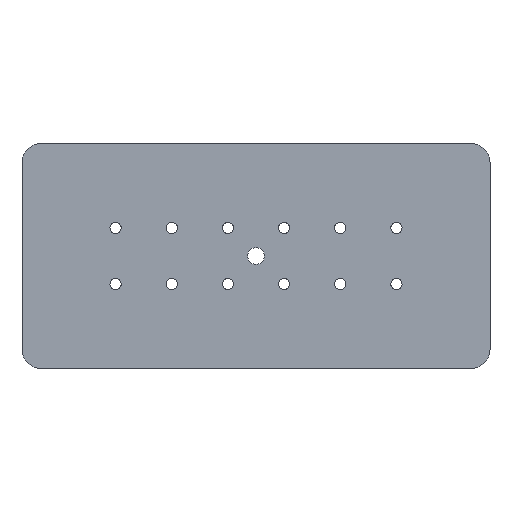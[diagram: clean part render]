
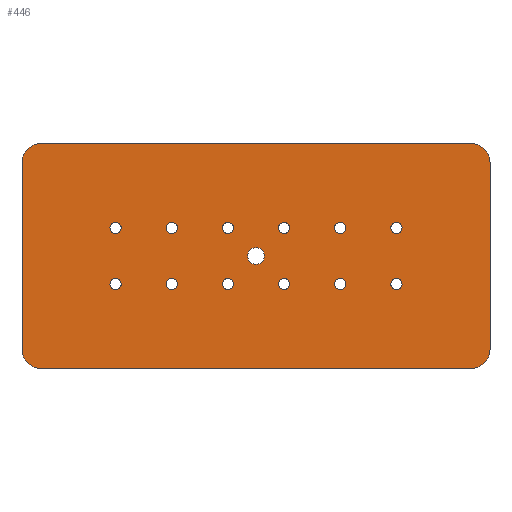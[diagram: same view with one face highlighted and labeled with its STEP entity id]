
A CAD part, top view. The second image highlights one B-rep face of the part: STEP entity #446.
In plain terms, the highlighted planar face has unit normal (0, 0, 1).
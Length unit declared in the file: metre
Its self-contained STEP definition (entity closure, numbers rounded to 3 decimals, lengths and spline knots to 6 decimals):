
#21=CIRCLE('',#464,0.01);
#23=CIRCLE('',#468,0.01);
#25=CIRCLE('',#472,0.01);
#26=CIRCLE('',#475,0.003);
#28=CIRCLE('',#478,0.003);
#30=CIRCLE('',#481,0.003);
#32=CIRCLE('',#484,0.003);
#34=CIRCLE('',#487,0.003);
#36=CIRCLE('',#490,0.003);
#38=CIRCLE('',#493,0.003);
#40=CIRCLE('',#496,0.003);
#42=CIRCLE('',#499,0.003);
#44=CIRCLE('',#502,0.003);
#46=CIRCLE('',#505,0.0045);
#48=CIRCLE('',#508,0.003);
#50=CIRCLE('',#511,0.003);
#53=CIRCLE('',#515,0.01);
#129=ORIENTED_EDGE('',*,*,#217,.F.);
#130=ORIENTED_EDGE('',*,*,#215,.F.);
#131=ORIENTED_EDGE('',*,*,#213,.F.);
#132=ORIENTED_EDGE('',*,*,#211,.F.);
#133=ORIENTED_EDGE('',*,*,#209,.F.);
#134=ORIENTED_EDGE('',*,*,#207,.F.);
#135=ORIENTED_EDGE('',*,*,#205,.F.);
#136=ORIENTED_EDGE('',*,*,#203,.F.);
#137=ORIENTED_EDGE('',*,*,#201,.F.);
#138=ORIENTED_EDGE('',*,*,#199,.F.);
#139=ORIENTED_EDGE('',*,*,#197,.F.);
#140=ORIENTED_EDGE('',*,*,#195,.F.);
#141=ORIENTED_EDGE('',*,*,#193,.F.);
#142=ORIENTED_EDGE('',*,*,#173,.F.);
#143=ORIENTED_EDGE('',*,*,#177,.T.);
#144=ORIENTED_EDGE('',*,*,#180,.T.);
#145=ORIENTED_EDGE('',*,*,#183,.T.);
#146=ORIENTED_EDGE('',*,*,#186,.T.);
#147=ORIENTED_EDGE('',*,*,#189,.T.);
#148=ORIENTED_EDGE('',*,*,#192,.F.);
#149=ORIENTED_EDGE('',*,*,#220,.T.);
#173=EDGE_CURVE('',#223,#224,#265,.T.);
#177=EDGE_CURVE('',#223,#226,#21,.T.);
#180=EDGE_CURVE('',#226,#228,#270,.T.);
#183=EDGE_CURVE('',#228,#230,#23,.T.);
#186=EDGE_CURVE('',#230,#232,#274,.T.);
#189=EDGE_CURVE('',#232,#234,#25,.T.);
#192=EDGE_CURVE('',#236,#234,#278,.T.);
#193=EDGE_CURVE('',#237,#237,#26,.T.);
#195=EDGE_CURVE('',#239,#239,#28,.T.);
#197=EDGE_CURVE('',#241,#241,#30,.T.);
#199=EDGE_CURVE('',#243,#243,#32,.T.);
#201=EDGE_CURVE('',#245,#245,#34,.T.);
#203=EDGE_CURVE('',#247,#247,#36,.T.);
#205=EDGE_CURVE('',#249,#249,#38,.T.);
#207=EDGE_CURVE('',#251,#251,#40,.T.);
#209=EDGE_CURVE('',#253,#253,#42,.T.);
#211=EDGE_CURVE('',#255,#255,#44,.T.);
#213=EDGE_CURVE('',#257,#257,#46,.T.);
#215=EDGE_CURVE('',#259,#259,#48,.T.);
#217=EDGE_CURVE('',#261,#261,#50,.T.);
#220=EDGE_CURVE('',#236,#224,#53,.T.);
#223=VERTEX_POINT('',#656);
#224=VERTEX_POINT('',#658);
#226=VERTEX_POINT('',#664);
#228=VERTEX_POINT('',#670);
#230=VERTEX_POINT('',#676);
#232=VERTEX_POINT('',#682);
#234=VERTEX_POINT('',#688);
#236=VERTEX_POINT('',#694);
#237=VERTEX_POINT('',#698);
#239=VERTEX_POINT('',#703);
#241=VERTEX_POINT('',#708);
#243=VERTEX_POINT('',#713);
#245=VERTEX_POINT('',#718);
#247=VERTEX_POINT('',#723);
#249=VERTEX_POINT('',#728);
#251=VERTEX_POINT('',#733);
#253=VERTEX_POINT('',#738);
#255=VERTEX_POINT('',#743);
#257=VERTEX_POINT('',#748);
#259=VERTEX_POINT('',#753);
#261=VERTEX_POINT('',#758);
#265=LINE('',#657,#281);
#270=LINE('',#671,#286);
#274=LINE('',#683,#290);
#278=LINE('',#695,#294);
#281=VECTOR('',#524,1.);
#286=VECTOR('',#537,1.);
#290=VECTOR('',#549,1.);
#294=VECTOR('',#561,1.);
#329=EDGE_LOOP('',(#129));
#330=EDGE_LOOP('',(#130));
#331=EDGE_LOOP('',(#131));
#332=EDGE_LOOP('',(#132));
#333=EDGE_LOOP('',(#133));
#334=EDGE_LOOP('',(#134));
#335=EDGE_LOOP('',(#135));
#336=EDGE_LOOP('',(#136));
#337=EDGE_LOOP('',(#137));
#338=EDGE_LOOP('',(#138));
#339=EDGE_LOOP('',(#139));
#340=EDGE_LOOP('',(#140));
#341=EDGE_LOOP('',(#141));
#342=EDGE_LOOP('',(#142,#143,#144,#145,#146,#147,#148,#149));
#391=FACE_BOUND('',#329,.T.);
#392=FACE_BOUND('',#330,.T.);
#393=FACE_BOUND('',#331,.T.);
#394=FACE_BOUND('',#332,.T.);
#395=FACE_BOUND('',#333,.T.);
#396=FACE_BOUND('',#334,.T.);
#397=FACE_BOUND('',#335,.T.);
#398=FACE_BOUND('',#336,.T.);
#399=FACE_BOUND('',#337,.T.);
#400=FACE_BOUND('',#338,.T.);
#401=FACE_BOUND('',#339,.T.);
#402=FACE_BOUND('',#340,.T.);
#403=FACE_BOUND('',#341,.T.);
#404=FACE_BOUND('',#342,.T.);
#423=PLANE('',#516);
#446=ADVANCED_FACE('',(#391,#392,#393,#394,#395,#396,#397,#398,#399,#400,
#401,#402,#403,#404),#423,.T.);
#464=AXIS2_PLACEMENT_3D('',#665,#531,#532);
#468=AXIS2_PLACEMENT_3D('',#677,#543,#544);
#472=AXIS2_PLACEMENT_3D('',#689,#555,#556);
#475=AXIS2_PLACEMENT_3D('',#697,#564,#565);
#478=AXIS2_PLACEMENT_3D('',#702,#570,#571);
#481=AXIS2_PLACEMENT_3D('',#707,#576,#577);
#484=AXIS2_PLACEMENT_3D('',#712,#582,#583);
#487=AXIS2_PLACEMENT_3D('',#717,#588,#589);
#490=AXIS2_PLACEMENT_3D('',#722,#594,#595);
#493=AXIS2_PLACEMENT_3D('',#727,#600,#601);
#496=AXIS2_PLACEMENT_3D('',#732,#606,#607);
#499=AXIS2_PLACEMENT_3D('',#737,#612,#613);
#502=AXIS2_PLACEMENT_3D('',#742,#618,#619);
#505=AXIS2_PLACEMENT_3D('',#747,#624,#625);
#508=AXIS2_PLACEMENT_3D('',#752,#630,#631);
#511=AXIS2_PLACEMENT_3D('',#757,#636,#637);
#515=AXIS2_PLACEMENT_3D('',#763,#644,#645);
#516=AXIS2_PLACEMENT_3D('',#764,#646,#647);
#524=DIRECTION('',(0.,1.,0.));
#531=DIRECTION('',(0.,0.,1.));
#532=DIRECTION('',(1.,0.,0.));
#537=DIRECTION('',(1.,0.,0.));
#543=DIRECTION('',(0.,0.,1.));
#544=DIRECTION('',(1.,0.,0.));
#549=DIRECTION('',(0.,1.,0.));
#555=DIRECTION('',(0.,0.,1.));
#556=DIRECTION('',(1.,0.,0.));
#561=DIRECTION('',(1.,0.,0.));
#564=DIRECTION('',(0.,0.,1.));
#565=DIRECTION('',(1.,0.,0.));
#570=DIRECTION('',(0.,0.,1.));
#571=DIRECTION('',(1.,0.,0.));
#576=DIRECTION('',(0.,0.,1.));
#577=DIRECTION('',(1.,0.,0.));
#582=DIRECTION('',(0.,0.,1.));
#583=DIRECTION('',(1.,0.,0.));
#588=DIRECTION('',(0.,0.,1.));
#589=DIRECTION('',(1.,0.,0.));
#594=DIRECTION('',(0.,0.,1.));
#595=DIRECTION('',(1.,0.,0.));
#600=DIRECTION('',(0.,0.,1.));
#601=DIRECTION('',(1.,0.,0.));
#606=DIRECTION('',(0.,0.,1.));
#607=DIRECTION('',(1.,0.,0.));
#612=DIRECTION('',(0.,0.,1.));
#613=DIRECTION('',(1.,0.,0.));
#618=DIRECTION('',(0.,0.,1.));
#619=DIRECTION('',(1.,0.,0.));
#624=DIRECTION('',(0.,0.,1.));
#625=DIRECTION('',(1.,0.,0.));
#630=DIRECTION('',(0.,0.,1.));
#631=DIRECTION('',(1.,0.,0.));
#636=DIRECTION('',(0.,0.,1.));
#637=DIRECTION('',(1.,0.,0.));
#644=DIRECTION('',(0.,0.,1.));
#645=DIRECTION('',(1.,0.,0.));
#646=DIRECTION('',(0.,0.,1.));
#647=DIRECTION('',(1.,0.,0.));
#656=CARTESIAN_POINT('',(0.,0.01,0.002));
#657=CARTESIAN_POINT('',(0.,0.06,0.002));
#658=CARTESIAN_POINT('',(0.,0.11,0.002));
#664=CARTESIAN_POINT('',(0.01,0.,0.002));
#665=CARTESIAN_POINT('',(0.01,0.01,0.002));
#670=CARTESIAN_POINT('',(0.24,0.,0.002));
#671=CARTESIAN_POINT('',(0.125,0.,0.002));
#676=CARTESIAN_POINT('',(0.25,0.01,0.002));
#677=CARTESIAN_POINT('',(0.24,0.01,0.002));
#682=CARTESIAN_POINT('',(0.25,0.11,0.002));
#683=CARTESIAN_POINT('',(0.25,0.06,0.002));
#688=CARTESIAN_POINT('',(0.24,0.12,0.002));
#689=CARTESIAN_POINT('',(0.24,0.11,0.002));
#694=CARTESIAN_POINT('',(0.01,0.12,0.002));
#695=CARTESIAN_POINT('',(0.125,0.12,0.002));
#697=CARTESIAN_POINT('',(0.05,0.075,0.002));
#698=CARTESIAN_POINT('',(0.053,0.075,0.002));
#702=CARTESIAN_POINT('',(0.05,0.045,0.002));
#703=CARTESIAN_POINT('',(0.053,0.045,0.002));
#707=CARTESIAN_POINT('',(0.08,0.045,0.002));
#708=CARTESIAN_POINT('',(0.083,0.045,0.002));
#712=CARTESIAN_POINT('',(0.08,0.075,0.002));
#713=CARTESIAN_POINT('',(0.083,0.075,0.002));
#717=CARTESIAN_POINT('',(0.11,0.045,0.002));
#718=CARTESIAN_POINT('',(0.113,0.045,0.002));
#722=CARTESIAN_POINT('',(0.11,0.075,0.002));
#723=CARTESIAN_POINT('',(0.113,0.075,0.002));
#727=CARTESIAN_POINT('',(0.14,0.045,0.002));
#728=CARTESIAN_POINT('',(0.143,0.045,0.002));
#732=CARTESIAN_POINT('',(0.14,0.075,0.002));
#733=CARTESIAN_POINT('',(0.143,0.075,0.002));
#737=CARTESIAN_POINT('',(0.17,0.045,0.002));
#738=CARTESIAN_POINT('',(0.173,0.045,0.002));
#742=CARTESIAN_POINT('',(0.17,0.075,0.002));
#743=CARTESIAN_POINT('',(0.173,0.075,0.002));
#747=CARTESIAN_POINT('',(0.125,0.06,0.002));
#748=CARTESIAN_POINT('',(0.1295,0.06,0.002));
#752=CARTESIAN_POINT('',(0.2,0.045,0.002));
#753=CARTESIAN_POINT('',(0.203,0.045,0.002));
#757=CARTESIAN_POINT('',(0.2,0.075,0.002));
#758=CARTESIAN_POINT('',(0.203,0.075,0.002));
#763=CARTESIAN_POINT('',(0.01,0.11,0.002));
#764=CARTESIAN_POINT('',(0.125,0.06,0.002));
